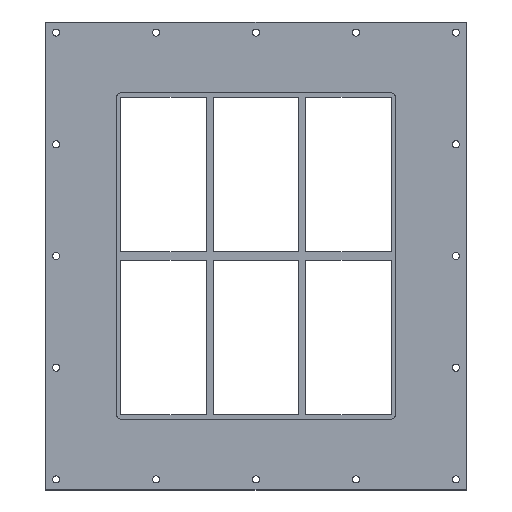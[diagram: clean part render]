
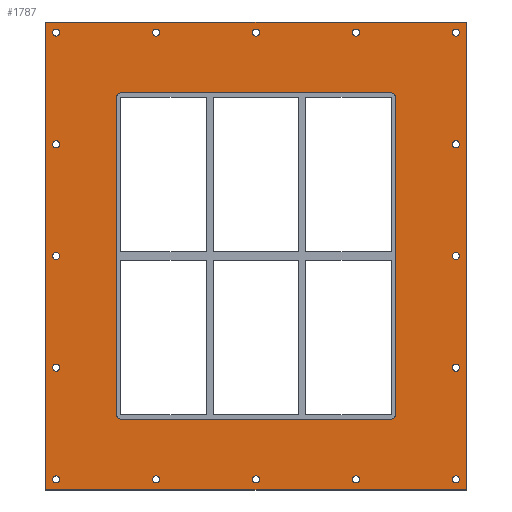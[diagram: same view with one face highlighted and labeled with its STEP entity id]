
A CAD part, front view. The second image highlights one B-rep face of the part: STEP entity #1787.
In plain terms, the highlighted planar face has unit normal (0, -1, 0).
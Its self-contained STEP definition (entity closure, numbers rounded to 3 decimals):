
#84=CARTESIAN_POINT('',(-276.75,0.0,-315.0));
#85=VERTEX_POINT('',#84);
#86=CARTESIAN_POINT('',(-281.75,0.0,-315.0));
#87=DIRECTION('',(0.0,1.0,0.0));
#88=DIRECTION('',(1.0,0.0,0.0));
#89=AXIS2_PLACEMENT_3D('',#86,#87,#88);
#90=CIRCLE('',#89,5.0);
#91=EDGE_CURVE('',#85,#85,#90,.T.);
#112=CARTESIAN_POINT('',(286.85,0.0,-157.5));
#113=VERTEX_POINT('',#112);
#114=CARTESIAN_POINT('',(281.85,0.0,-157.5));
#115=DIRECTION('',(0.0,1.0,0.0));
#116=DIRECTION('',(1.0,0.0,0.0));
#117=AXIS2_PLACEMENT_3D('',#114,#115,#116);
#118=CIRCLE('',#117,5.0);
#119=EDGE_CURVE('',#113,#113,#118,.T.);
#140=CARTESIAN_POINT('',(-276.75,0.0,-157.5));
#141=VERTEX_POINT('',#140);
#142=CARTESIAN_POINT('',(-281.75,0.0,-157.5));
#143=DIRECTION('',(0.0,1.0,0.0));
#144=DIRECTION('',(1.0,0.0,0.0));
#145=AXIS2_PLACEMENT_3D('',#142,#143,#144);
#146=CIRCLE('',#145,5.0);
#147=EDGE_CURVE('',#141,#141,#146,.T.);
#168=CARTESIAN_POINT('',(286.85,0.0,0.0));
#169=VERTEX_POINT('',#168);
#170=CARTESIAN_POINT('',(281.85,0.0,0.0));
#171=DIRECTION('',(0.0,1.0,0.0));
#172=DIRECTION('',(1.0,0.0,0.0));
#173=AXIS2_PLACEMENT_3D('',#170,#171,#172);
#174=CIRCLE('',#173,5.0);
#175=EDGE_CURVE('',#169,#169,#174,.T.);
#196=CARTESIAN_POINT('',(-276.75,0.0,0.0));
#197=VERTEX_POINT('',#196);
#198=CARTESIAN_POINT('',(-281.75,0.0,0.0));
#199=DIRECTION('',(0.0,1.0,0.0));
#200=DIRECTION('',(1.0,0.0,0.0));
#201=AXIS2_PLACEMENT_3D('',#198,#199,#200);
#202=CIRCLE('',#201,5.0);
#203=EDGE_CURVE('',#197,#197,#202,.T.);
#224=CARTESIAN_POINT('',(286.85,0.0,157.5));
#225=VERTEX_POINT('',#224);
#226=CARTESIAN_POINT('',(281.85,0.0,157.5));
#227=DIRECTION('',(0.0,1.0,0.0));
#228=DIRECTION('',(1.0,0.0,0.0));
#229=AXIS2_PLACEMENT_3D('',#226,#227,#228);
#230=CIRCLE('',#229,5.0);
#231=EDGE_CURVE('',#225,#225,#230,.T.);
#252=CARTESIAN_POINT('',(-276.75,0.0,157.5));
#253=VERTEX_POINT('',#252);
#254=CARTESIAN_POINT('',(-281.75,0.0,157.5));
#255=DIRECTION('',(0.0,1.0,0.0));
#256=DIRECTION('',(1.0,0.0,0.0));
#257=AXIS2_PLACEMENT_3D('',#254,#255,#256);
#258=CIRCLE('',#257,5.0);
#259=EDGE_CURVE('',#253,#253,#258,.T.);
#280=CARTESIAN_POINT('',(-135.85,0.0,315.0));
#281=VERTEX_POINT('',#280);
#282=CARTESIAN_POINT('',(-140.85,0.0,315.0));
#283=DIRECTION('',(0.0,1.0,0.0));
#284=DIRECTION('',(1.0,0.0,0.0));
#285=AXIS2_PLACEMENT_3D('',#282,#283,#284);
#286=CIRCLE('',#285,5.0);
#287=EDGE_CURVE('',#281,#281,#286,.T.);
#308=CARTESIAN_POINT('',(-135.85,0.0,-315.0));
#309=VERTEX_POINT('',#308);
#310=CARTESIAN_POINT('',(-140.85,0.0,-315.0));
#311=DIRECTION('',(0.0,1.0,0.0));
#312=DIRECTION('',(1.0,0.0,0.0));
#313=AXIS2_PLACEMENT_3D('',#310,#311,#312);
#314=CIRCLE('',#313,5.0);
#315=EDGE_CURVE('',#309,#309,#314,.T.);
#336=CARTESIAN_POINT('',(5.05,0.0,315.0));
#337=VERTEX_POINT('',#336);
#338=CARTESIAN_POINT('',(0.05,0.0,315.0));
#339=DIRECTION('',(0.0,1.0,0.0));
#340=DIRECTION('',(1.0,0.0,0.0));
#341=AXIS2_PLACEMENT_3D('',#338,#339,#340);
#342=CIRCLE('',#341,5.0);
#343=EDGE_CURVE('',#337,#337,#342,.T.);
#364=CARTESIAN_POINT('',(5.05,0.0,-315.0));
#365=VERTEX_POINT('',#364);
#366=CARTESIAN_POINT('',(0.05,0.0,-315.0));
#367=DIRECTION('',(0.0,1.0,0.0));
#368=DIRECTION('',(1.0,0.0,0.0));
#369=AXIS2_PLACEMENT_3D('',#366,#367,#368);
#370=CIRCLE('',#369,5.0);
#371=EDGE_CURVE('',#365,#365,#370,.T.);
#392=CARTESIAN_POINT('',(145.95,0.0,315.0));
#393=VERTEX_POINT('',#392);
#394=CARTESIAN_POINT('',(140.95,0.0,315.0));
#395=DIRECTION('',(0.0,1.0,0.0));
#396=DIRECTION('',(1.0,0.0,0.0));
#397=AXIS2_PLACEMENT_3D('',#394,#395,#396);
#398=CIRCLE('',#397,5.0);
#399=EDGE_CURVE('',#393,#393,#398,.T.);
#420=CARTESIAN_POINT('',(145.95,0.0,-315.0));
#421=VERTEX_POINT('',#420);
#422=CARTESIAN_POINT('',(140.95,0.0,-315.0));
#423=DIRECTION('',(0.0,1.0,0.0));
#424=DIRECTION('',(1.0,0.0,0.0));
#425=AXIS2_PLACEMENT_3D('',#422,#423,#424);
#426=CIRCLE('',#425,5.0);
#427=EDGE_CURVE('',#421,#421,#426,.T.);
#448=CARTESIAN_POINT('',(286.85,0.0,-315.0));
#449=VERTEX_POINT('',#448);
#450=CARTESIAN_POINT('',(281.85,0.0,-315.0));
#451=DIRECTION('',(0.0,1.0,0.0));
#452=DIRECTION('',(1.0,0.0,0.0));
#453=AXIS2_PLACEMENT_3D('',#450,#451,#452);
#454=CIRCLE('',#453,5.0);
#455=EDGE_CURVE('',#449,#449,#454,.T.);
#476=CARTESIAN_POINT('',(-276.75,0.0,315.0));
#477=VERTEX_POINT('',#476);
#478=CARTESIAN_POINT('',(-281.75,0.0,315.0));
#479=DIRECTION('',(0.0,1.0,0.0));
#480=DIRECTION('',(1.0,0.0,0.0));
#481=AXIS2_PLACEMENT_3D('',#478,#479,#480);
#482=CIRCLE('',#481,5.0);
#483=EDGE_CURVE('',#477,#477,#482,.T.);
#504=CARTESIAN_POINT('',(286.85,0.0,315.0));
#505=VERTEX_POINT('',#504);
#506=CARTESIAN_POINT('',(281.85,0.0,315.0));
#507=DIRECTION('',(0.0,1.0,0.0));
#508=DIRECTION('',(1.0,0.0,0.0));
#509=AXIS2_PLACEMENT_3D('',#506,#507,#508);
#510=CIRCLE('',#509,5.0);
#511=EDGE_CURVE('',#505,#505,#510,.T.);
#1630=CARTESIAN_POINT('',(0.0,0.0,0.));
#1631=DIRECTION('',(0.0,1.0,0.0));
#1632=DIRECTION('',(0.0,0.0,1.0));
#1633=AXIS2_PLACEMENT_3D('',#1630,#1631,#1632);
#1634=PLANE('',#1633);
#1635=CARTESIAN_POINT('',(-296.75,0.0,330.));
#1636=VERTEX_POINT('',#1635);
#1637=CARTESIAN_POINT('',(296.75,0.0,330.));
#1638=VERTEX_POINT('',#1637);
#1639=CARTESIAN_POINT('',(-296.75,0.0,330.));
#1640=DIRECTION('',(1.0,0.0,0.0));
#1641=VECTOR('',#1640,593.5);
#1642=LINE('',#1639,#1641);
#1643=EDGE_CURVE('',#1636,#1638,#1642,.T.);
#1644=ORIENTED_EDGE('',*,*,#1643,.F.);
#1645=CARTESIAN_POINT('',(-296.75,0.0,-330.0));
#1646=VERTEX_POINT('',#1645);
#1647=CARTESIAN_POINT('',(-296.75,0.0,-330.0));
#1648=DIRECTION('',(0.0,0.0,1.0));
#1649=VECTOR('',#1648,660.0);
#1650=LINE('',#1647,#1649);
#1651=EDGE_CURVE('',#1646,#1636,#1650,.T.);
#1652=ORIENTED_EDGE('',*,*,#1651,.F.);
#1653=CARTESIAN_POINT('',(296.75,0.0,-330.0));
#1654=VERTEX_POINT('',#1653);
#1655=CARTESIAN_POINT('',(296.75,0.0,-330.0));
#1656=DIRECTION('',(-1.0,0.0,0.0));
#1657=VECTOR('',#1656,593.5);
#1658=LINE('',#1655,#1657);
#1659=EDGE_CURVE('',#1654,#1646,#1658,.T.);
#1660=ORIENTED_EDGE('',*,*,#1659,.F.);
#1661=CARTESIAN_POINT('',(296.75,0.0,330.));
#1662=DIRECTION('',(0.0,0.0,-1.0));
#1663=VECTOR('',#1662,660.0);
#1664=LINE('',#1661,#1663);
#1665=EDGE_CURVE('',#1638,#1654,#1664,.T.);
#1666=ORIENTED_EDGE('',*,*,#1665,.F.);
#1667=EDGE_LOOP('',(#1644,#1652,#1660,#1666));
#1668=FACE_OUTER_BOUND('',#1667,.T.);
#1669=ORIENTED_EDGE('',*,*,#91,.T.);
#1670=EDGE_LOOP('',(#1669));
#1671=FACE_BOUND('',#1670,.T.);
#1672=ORIENTED_EDGE('',*,*,#119,.T.);
#1673=EDGE_LOOP('',(#1672));
#1674=FACE_BOUND('',#1673,.T.);
#1675=ORIENTED_EDGE('',*,*,#147,.T.);
#1676=EDGE_LOOP('',(#1675));
#1677=FACE_BOUND('',#1676,.T.);
#1678=ORIENTED_EDGE('',*,*,#175,.T.);
#1679=EDGE_LOOP('',(#1678));
#1680=FACE_BOUND('',#1679,.T.);
#1681=ORIENTED_EDGE('',*,*,#203,.T.);
#1682=EDGE_LOOP('',(#1681));
#1683=FACE_BOUND('',#1682,.T.);
#1684=ORIENTED_EDGE('',*,*,#231,.T.);
#1685=EDGE_LOOP('',(#1684));
#1686=FACE_BOUND('',#1685,.T.);
#1687=ORIENTED_EDGE('',*,*,#259,.T.);
#1688=EDGE_LOOP('',(#1687));
#1689=FACE_BOUND('',#1688,.T.);
#1690=ORIENTED_EDGE('',*,*,#287,.T.);
#1691=EDGE_LOOP('',(#1690));
#1692=FACE_BOUND('',#1691,.T.);
#1693=ORIENTED_EDGE('',*,*,#315,.T.);
#1694=EDGE_LOOP('',(#1693));
#1695=FACE_BOUND('',#1694,.T.);
#1696=ORIENTED_EDGE('',*,*,#343,.T.);
#1697=EDGE_LOOP('',(#1696));
#1698=FACE_BOUND('',#1697,.T.);
#1699=ORIENTED_EDGE('',*,*,#371,.T.);
#1700=EDGE_LOOP('',(#1699));
#1701=FACE_BOUND('',#1700,.T.);
#1702=ORIENTED_EDGE('',*,*,#399,.T.);
#1703=EDGE_LOOP('',(#1702));
#1704=FACE_BOUND('',#1703,.T.);
#1705=ORIENTED_EDGE('',*,*,#427,.T.);
#1706=EDGE_LOOP('',(#1705));
#1707=FACE_BOUND('',#1706,.T.);
#1708=ORIENTED_EDGE('',*,*,#455,.T.);
#1709=EDGE_LOOP('',(#1708));
#1710=FACE_BOUND('',#1709,.T.);
#1711=ORIENTED_EDGE('',*,*,#483,.T.);
#1712=EDGE_LOOP('',(#1711));
#1713=FACE_BOUND('',#1712,.T.);
#1714=ORIENTED_EDGE('',*,*,#511,.T.);
#1715=EDGE_LOOP('',(#1714));
#1716=FACE_BOUND('',#1715,.T.);
#1717=CARTESIAN_POINT('',(-196.75,0.0,-224.));
#1718=VERTEX_POINT('',#1717);
#1719=CARTESIAN_POINT('',(-190.75,0.0,-230.));
#1720=VERTEX_POINT('',#1719);
#1721=CARTESIAN_POINT('',(-190.75,0.0,-224.));
#1722=DIRECTION('',(0.0,-1.0,0.0));
#1723=DIRECTION('',(-0.707,0.0,-0.707));
#1724=AXIS2_PLACEMENT_3D('',#1721,#1722,#1723);
#1725=CIRCLE('',#1724,6.);
#1726=EDGE_CURVE('',#1718,#1720,#1725,.T.);
#1727=ORIENTED_EDGE('',*,*,#1726,.F.);
#1728=CARTESIAN_POINT('',(-196.75,0.0,224.0));
#1729=VERTEX_POINT('',#1728);
#1730=CARTESIAN_POINT('',(-196.75,0.0,224.));
#1731=DIRECTION('',(0.0,0.0,-1.0));
#1732=VECTOR('',#1731,448.);
#1733=LINE('',#1730,#1732);
#1734=EDGE_CURVE('',#1729,#1718,#1733,.T.);
#1735=ORIENTED_EDGE('',*,*,#1734,.F.);
#1736=CARTESIAN_POINT('',(-190.75,0.0,230.0));
#1737=VERTEX_POINT('',#1736);
#1738=CARTESIAN_POINT('',(-190.75,0.0,224.0));
#1739=DIRECTION('',(0.0,-1.0,0.0));
#1740=DIRECTION('',(-0.707,0.0,0.707));
#1741=AXIS2_PLACEMENT_3D('',#1738,#1739,#1740);
#1742=CIRCLE('',#1741,6.);
#1743=EDGE_CURVE('',#1737,#1729,#1742,.T.);
#1744=ORIENTED_EDGE('',*,*,#1743,.F.);
#1745=CARTESIAN_POINT('',(190.75,0.0,230.0));
#1746=VERTEX_POINT('',#1745);
#1747=CARTESIAN_POINT('',(190.75,0.0,230.0));
#1748=DIRECTION('',(-1.0,0.0,0.0));
#1749=VECTOR('',#1748,381.5);
#1750=LINE('',#1747,#1749);
#1751=EDGE_CURVE('',#1746,#1737,#1750,.T.);
#1752=ORIENTED_EDGE('',*,*,#1751,.F.);
#1753=CARTESIAN_POINT('',(196.75,0.0,224.0));
#1754=VERTEX_POINT('',#1753);
#1755=CARTESIAN_POINT('',(190.75,0.0,224.0));
#1756=DIRECTION('',(0.0,-1.0,0.0));
#1757=DIRECTION('',(0.707,0.0,0.707));
#1758=AXIS2_PLACEMENT_3D('',#1755,#1756,#1757);
#1759=CIRCLE('',#1758,6.);
#1760=EDGE_CURVE('',#1754,#1746,#1759,.T.);
#1761=ORIENTED_EDGE('',*,*,#1760,.F.);
#1762=CARTESIAN_POINT('',(196.75,0.0,-224.));
#1763=VERTEX_POINT('',#1762);
#1764=CARTESIAN_POINT('',(196.75,0.0,-224.));
#1765=DIRECTION('',(0.0,0.0,1.0));
#1766=VECTOR('',#1765,448.);
#1767=LINE('',#1764,#1766);
#1768=EDGE_CURVE('',#1763,#1754,#1767,.T.);
#1769=ORIENTED_EDGE('',*,*,#1768,.F.);
#1770=CARTESIAN_POINT('',(190.75,0.0,-230.));
#1771=VERTEX_POINT('',#1770);
#1772=CARTESIAN_POINT('',(190.75,0.0,-224.));
#1773=DIRECTION('',(0.0,-1.0,0.0));
#1774=DIRECTION('',(0.707,0.0,-0.707));
#1775=AXIS2_PLACEMENT_3D('',#1772,#1773,#1774);
#1776=CIRCLE('',#1775,6.);
#1777=EDGE_CURVE('',#1771,#1763,#1776,.T.);
#1778=ORIENTED_EDGE('',*,*,#1777,.F.);
#1779=CARTESIAN_POINT('',(-190.75,0.0,-230.));
#1780=DIRECTION('',(1.0,0.0,0.0));
#1781=VECTOR('',#1780,381.5);
#1782=LINE('',#1779,#1781);
#1783=EDGE_CURVE('',#1720,#1771,#1782,.T.);
#1784=ORIENTED_EDGE('',*,*,#1783,.F.);
#1785=EDGE_LOOP('',(#1727,#1735,#1744,#1752,#1761,#1769,#1778,#1784));
#1786=FACE_BOUND('',#1785,.T.);
#1787=ADVANCED_FACE('',(#1668,#1671,#1674,#1677,#1680,#1683,#1686,#1689,#1692,#1695,#1698,#1701,#1704,#1707,#1710,#1713,#1716,#1786),#1634,.F.);
